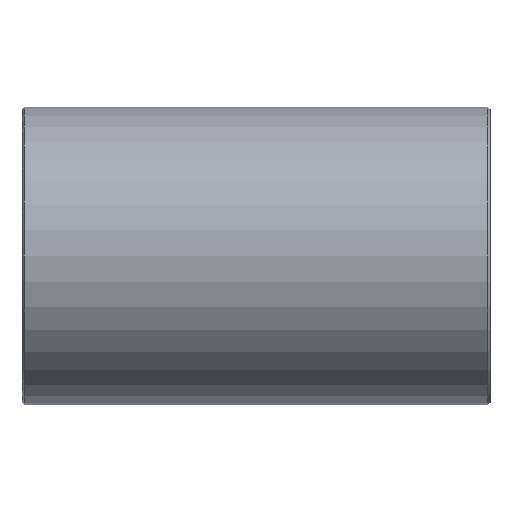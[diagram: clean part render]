
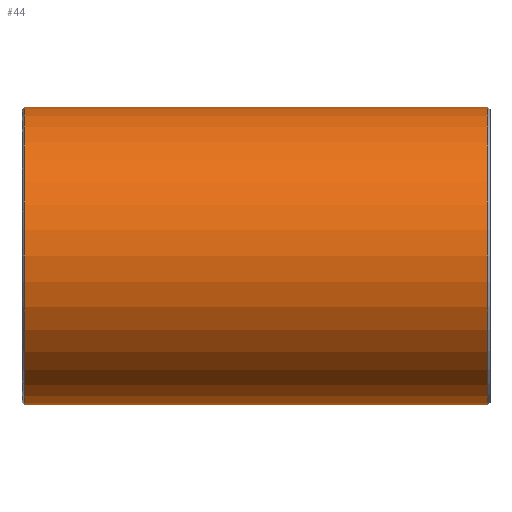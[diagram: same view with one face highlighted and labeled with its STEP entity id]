
A CAD part, front view. The second image highlights one B-rep face of the part: STEP entity #44.
In plain terms, the highlighted cylindrical face has radius 177.8 mm (diameter 355.6 mm), a partial arc.
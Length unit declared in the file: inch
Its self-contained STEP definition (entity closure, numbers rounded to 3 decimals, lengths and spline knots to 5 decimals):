
#2 = CARTESIAN_POINT ( 'NONE',  ( -10.896, 0., 0. ) ) ;
#44 = ADVANCED_FACE ( 'NONE', ( #346 ), #966, .T. ) ;
#82 = DIRECTION ( 'NONE',  ( 0., 0., 1. ) ) ;
#99 = VERTEX_POINT ( 'NONE', #804 ) ;
#111 = LINE ( 'NONE', #660, #739 ) ;
#117 = VERTEX_POINT ( 'NONE', #713 ) ;
#130 = CARTESIAN_POINT ( 'NONE',  ( 10.896, 0., 0. ) ) ;
#165 = VERTEX_POINT ( 'NONE', #721 ) ;
#168 = EDGE_LOOP ( 'NONE', ( #857, #958, #572, #503 ) ) ;
#208 = DIRECTION ( 'NONE',  ( 0., 0., -1. ) ) ;
#287 = AXIS2_PLACEMENT_3D ( 'NONE', #2, #694, #82 ) ;
#319 = EDGE_CURVE ( 'NONE', #699, #99, #525, .T. ) ;
#340 = DIRECTION ( 'NONE',  ( -1., 0., 0. ) ) ;
#346 = FACE_OUTER_BOUND ( 'NONE', #168, .T. ) ;
#364 = DIRECTION ( 'NONE',  ( -1., 0., 0. ) ) ;
#368 = CIRCLE ( 'NONE', #683, 7. ) ;
#422 = CARTESIAN_POINT ( 'NONE',  ( 11., 0., 7. ) ) ;
#470 = CARTESIAN_POINT ( 'NONE',  ( 11., 0., 0. ) ) ;
#503 = ORIENTED_EDGE ( 'NONE', *, *, #319, .T. ) ;
#525 = CIRCLE ( 'NONE', #287, 7. ) ;
#552 = AXIS2_PLACEMENT_3D ( 'NONE', #470, #868, #778 ) ;
#572 = ORIENTED_EDGE ( 'NONE', *, *, #820, .T. ) ;
#660 = CARTESIAN_POINT ( 'NONE',  ( 11., 0., -7. ) ) ;
#683 = AXIS2_PLACEMENT_3D ( 'NONE', #130, #340, #208 ) ;
#684 = CARTESIAN_POINT ( 'NONE',  ( -10.896, 0., 7. ) ) ;
#694 = DIRECTION ( 'NONE',  ( 1., 0., 0. ) ) ;
#699 = VERTEX_POINT ( 'NONE', #684 ) ;
#713 = CARTESIAN_POINT ( 'NONE',  ( 10.896, 0., -7. ) ) ;
#721 = CARTESIAN_POINT ( 'NONE',  ( 10.896, 0., 7. ) ) ;
#739 = VECTOR ( 'NONE', #364, 39.37008 ) ;
#778 = DIRECTION ( 'NONE',  ( 0., 0., 1. ) ) ;
#780 = VECTOR ( 'NONE', #961, 39.37008 ) ;
#799 = LINE ( 'NONE', #422, #780 ) ;
#804 = CARTESIAN_POINT ( 'NONE',  ( -10.896, 0., -7. ) ) ;
#820 = EDGE_CURVE ( 'NONE', #165, #699, #799, .T. ) ;
#857 = ORIENTED_EDGE ( 'NONE', *, *, #952, .F. ) ;
#868 = DIRECTION ( 'NONE',  ( -1., 0., 0. ) ) ;
#952 = EDGE_CURVE ( 'NONE', #117, #99, #111, .T. ) ;
#958 = ORIENTED_EDGE ( 'NONE', *, *, #974, .T. ) ;
#961 = DIRECTION ( 'NONE',  ( -1., 0., 0. ) ) ;
#966 = CYLINDRICAL_SURFACE ( 'NONE', #552, 7. ) ;
#974 = EDGE_CURVE ( 'NONE', #117, #165, #368, .T. ) ;
